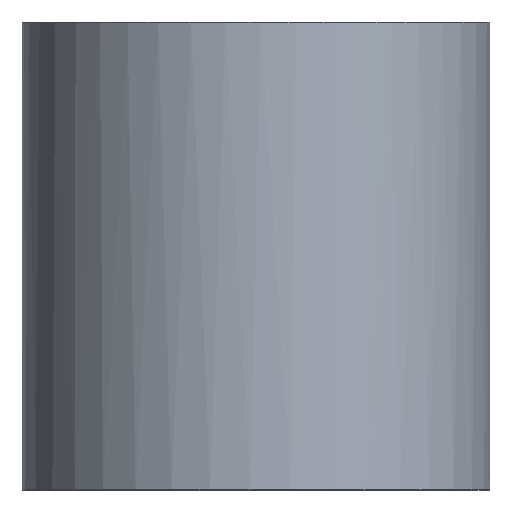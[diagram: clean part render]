
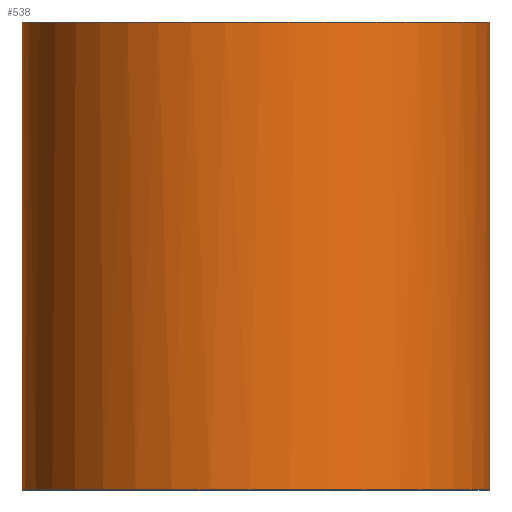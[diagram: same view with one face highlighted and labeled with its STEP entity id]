
A CAD part, front view. The second image highlights one B-rep face of the part: STEP entity #538.
In plain terms, the highlighted cylindrical face has radius 12.7 mm (diameter 25.4 mm), a partial arc.
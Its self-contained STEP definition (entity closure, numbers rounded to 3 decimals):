
#382=AXIS2_PLACEMENT_3D('Cylinder Axis2P3D',#379,#380,#381) ;
#379=CARTESIAN_POINT('Axis2P3D Location',(0.,0.,12.7)) ;
#388=CARTESIAN_POINT('Vertex',(-12.7,0.,12.7)) ;
#390=CARTESIAN_POINT('Vertex',(12.7,0.,12.7)) ;
#393=CARTESIAN_POINT('Line Origine',(12.7,0.,12.7)) ;
#397=CARTESIAN_POINT('Vertex',(12.7,0.,-12.7)) ;
#404=CARTESIAN_POINT('Vertex',(-12.7,0.,-12.7)) ;
#407=CARTESIAN_POINT('Line Origine',(-12.7,0.,12.7)) ;
#425=CARTESIAN_POINT('Control Point',(12.7,0.,12.7)) ;
#426=CARTESIAN_POINT('Control Point',(12.7,-1.222,12.7)) ;
#427=CARTESIAN_POINT('Control Point',(12.553,-2.444,12.7)) ;
#428=CARTESIAN_POINT('Control Point',(12.259,-3.643,12.7)) ;
#429=CARTESIAN_POINT('Control Point',(11.388,-5.945,12.7)) ;
#430=CARTESIAN_POINT('Control Point',(9.997,-7.976,12.7)) ;
#431=CARTESIAN_POINT('Control Point',(9.181,-8.902,12.7)) ;
#432=CARTESIAN_POINT('Control Point',(7.344,-10.541,12.7)) ;
#433=CARTESIAN_POINT('Control Point',(5.17,-11.697,12.7)) ;
#434=CARTESIAN_POINT('Control Point',(4.019,-12.141,12.7)) ;
#435=CARTESIAN_POINT('Control Point',(1.632,-12.743,12.7)) ;
#436=CARTESIAN_POINT('Control Point',(-0.83,-12.762,12.7)) ;
#437=CARTESIAN_POINT('Control Point',(-2.056,-12.622,12.7)) ;
#438=CARTESIAN_POINT('Control Point',(-4.451,-12.051,12.7)) ;
#439=CARTESIAN_POINT('Control Point',(-6.642,-10.929,12.7)) ;
#440=CARTESIAN_POINT('Control Point',(-7.664,-10.238,12.7)) ;
#441=CARTESIAN_POINT('Control Point',(-9.523,-8.624,12.7)) ;
#442=CARTESIAN_POINT('Control Point',(-10.945,-6.614,12.7)) ;
#443=CARTESIAN_POINT('Control Point',(-11.532,-5.529,12.7)) ;
#444=CARTESIAN_POINT('Control Point',(-12.221,-3.777,12.7)) ;
#445=CARTESIAN_POINT('Control Point',(-12.576,-1.938,12.7)) ;
#446=CARTESIAN_POINT('Control Point',(-12.659,-1.294,12.7)) ;
#447=CARTESIAN_POINT('Control Point',(-12.7,-0.647,12.7)) ;
#448=CARTESIAN_POINT('Control Point',(-12.7,0.,12.7)) ;
#516=CARTESIAN_POINT('Control Point',(-12.7,0.,-12.7)) ;
#517=CARTESIAN_POINT('Control Point',(-12.7,-1.995,-12.7)) ;
#518=CARTESIAN_POINT('Control Point',(-12.308,-3.99,-12.7)) ;
#519=CARTESIAN_POINT('Control Point',(-11.525,-5.882,-12.7)) ;
#520=CARTESIAN_POINT('Control Point',(-9.257,-9.257,-12.7)) ;
#521=CARTESIAN_POINT('Control Point',(-5.882,-11.525,-12.7)) ;
#522=CARTESIAN_POINT('Control Point',(-3.99,-12.308,-12.7)) ;
#523=CARTESIAN_POINT('Control Point',(0.,-13.092,-12.7)) ;
#524=CARTESIAN_POINT('Control Point',(3.99,-12.308,-12.7)) ;
#525=CARTESIAN_POINT('Control Point',(5.882,-11.525,-12.7)) ;
#526=CARTESIAN_POINT('Control Point',(9.257,-9.257,-12.7)) ;
#527=CARTESIAN_POINT('Control Point',(11.525,-5.882,-12.7)) ;
#528=CARTESIAN_POINT('Control Point',(12.308,-3.99,-12.7)) ;
#529=CARTESIAN_POINT('Control Point',(12.7,-1.995,-12.7)) ;
#530=CARTESIAN_POINT('Control Point',(12.7,0.,-12.7)) ;
#380=DIRECTION('Axis2P3D Direction',(-0.,0.,-1.)) ;
#381=DIRECTION('Axis2P3D XDirection',(-1.,0.,0.)) ;
#394=DIRECTION('Vector Direction',(0.,0.,-1.)) ;
#408=DIRECTION('Vector Direction',(0.,0.,-1.)) ;
#395=VECTOR('Line Direction',#394,1.) ;
#409=VECTOR('Line Direction',#408,1.) ;
#533=ORIENTED_EDGE('',*,*,#399,.F.) ;
#534=ORIENTED_EDGE('',*,*,#449,.T.) ;
#535=ORIENTED_EDGE('',*,*,#411,.T.) ;
#536=ORIENTED_EDGE('',*,*,#531,.T.) ;
#538=ADVANCED_FACE('Boss-Extrude2',(#537),#383,.T.) ;
#424=B_SPLINE_CURVE_WITH_KNOTS('',5,(#425,#426,#427,#428,#429,#430,#431,#432,#433,#434,#435,#436,#437,#438,#439,#440,#441,#442,#443,#444,#445,#446,#447,#448),.UNSPECIFIED.,.F.,.U.,(6,3,3,3,3,3,3,6),(0.,8.641,17.283,25.924,34.566,43.207,51.849,56.424),.UNSPECIFIED.) ;
#515=B_SPLINE_CURVE_WITH_KNOTS('',5,(#516,#517,#518,#519,#520,#521,#522,#523,#524,#525,#526,#527,#528,#529,#530),.UNSPECIFIED.,.F.,.U.,(6,3,3,3,6),(-19.949,-9.975,0.,9.975,19.949),.UNSPECIFIED.) ;
#383=CYLINDRICAL_SURFACE('generated cylinder',#382,12.7) ;
#399=EDGE_CURVE('',#391,#398,#396,.T.) ;
#411=EDGE_CURVE('',#389,#405,#410,.T.) ;
#449=EDGE_CURVE('',#391,#389,#424,.T.) ;
#531=EDGE_CURVE('',#405,#398,#515,.T.) ;
#532=EDGE_LOOP('',(#533,#534,#535,#536)) ;
#537=FACE_OUTER_BOUND('',#532,.T.) ;
#396=LINE('Line',#393,#395) ;
#410=LINE('Line',#407,#409) ;
#389=VERTEX_POINT('',#388) ;
#391=VERTEX_POINT('',#390) ;
#398=VERTEX_POINT('',#397) ;
#405=VERTEX_POINT('',#404) ;
